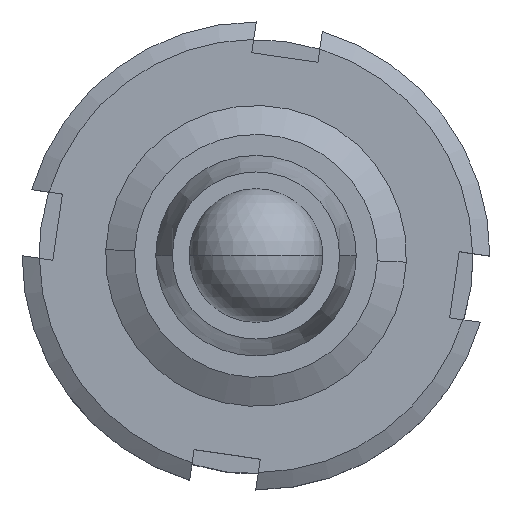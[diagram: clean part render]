
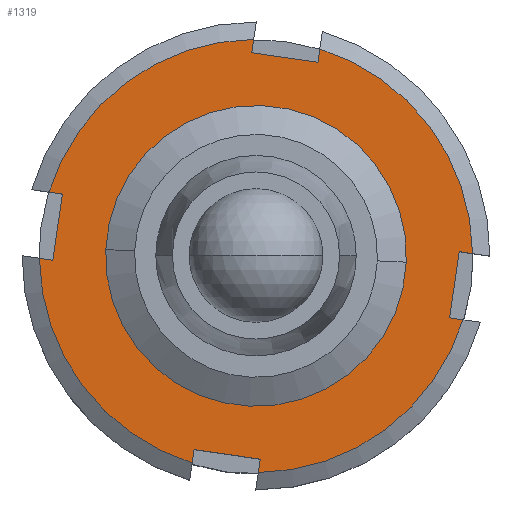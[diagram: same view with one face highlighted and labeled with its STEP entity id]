
A CAD part, top view. The second image highlights one B-rep face of the part: STEP entity #1319.
In plain terms, the highlighted planar face has unit normal (0, 0, 1).
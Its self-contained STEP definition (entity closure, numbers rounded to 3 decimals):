
#16 = EDGE_LOOP ( 'NONE', ( #717, #476, #1824, #637, #1383, #702, #1668, #835, #570, #1667, #1328, #1061, #864, #126, #239, #1250 ) ) ;
#56 = EDGE_CURVE ( 'NONE', #73, #1688, #1266, .T. ) ;
#73 = VERTEX_POINT ( 'NONE', #362 ) ;
#76 = CARTESIAN_POINT ( 'NONE',  ( 11.752, 4.982, 4.525 ) ) ;
#79 = EDGE_CURVE ( 'NONE', #780, #196, #1834, .T. ) ;
#85 = CARTESIAN_POINT ( 'NONE',  ( 5.266, -2.088, 4.525 ) ) ;
#91 = EDGE_CURVE ( 'NONE', #772, #1642, #641, .T. ) ;
#125 = VECTOR ( 'NONE', #1329, 1000. ) ;
#126 = ORIENTED_EDGE ( 'NONE', *, *, #1374, .T. ) ;
#137 = VECTOR ( 'NONE', #1776, 1000. ) ;
#142 = VERTEX_POINT ( 'NONE', #193 ) ;
#148 = EDGE_CURVE ( 'NONE', #1339, #772, #1567, .T. ) ;
#171 = EDGE_CURVE ( 'NONE', #1352, #942, #1219, .T. ) ;
#182 = EDGE_CURVE ( 'NONE', #1405, #537, #919, .T. ) ;
#186 = AXIS2_PLACEMENT_3D ( 'NONE', #1555, #511, #1422 ) ;
#193 = CARTESIAN_POINT ( 'NONE',  ( 11.353, 5.04, 4.525 ) ) ;
#196 = VERTEX_POINT ( 'NONE', #1084 ) ;
#198 = EDGE_CURVE ( 'NONE', #1642, #1405, #253, .T. ) ;
#206 = CIRCLE ( 'NONE', #1912, 6.48 ) ;
#222 = CARTESIAN_POINT ( 'NONE',  ( -1.208, 4.843, 4.525 ) ) ;
#230 = ORIENTED_EDGE ( 'NONE', *, *, #56, .F. ) ;
#234 = DIRECTION ( 'NONE',  ( 0.99, -0.144, 0. ) ) ;
#239 = ORIENTED_EDGE ( 'NONE', *, *, #148, .T. ) ;
#251 = CARTESIAN_POINT ( 'NONE',  ( 3.362, -1.28, 4.525 ) ) ;
#253 = LINE ( 'NONE', #341, #1701 ) ;
#280 = CARTESIAN_POINT ( 'NONE',  ( 7.181, 11.105, 4.525 ) ) ;
#284 = LINE ( 'NONE', #862, #125 ) ;
#329 = DIRECTION ( 'NONE',  ( 0.99, -0.144, 0. ) ) ;
#341 = CARTESIAN_POINT ( 'NONE',  ( -1.728, 4.918, 4.525 ) ) ;
#343 = LINE ( 'NONE', #1485, #786 ) ;
#355 = DIRECTION ( 'NONE',  ( -0.144, -0.99, 0. ) ) ;
#357 = VERTEX_POINT ( 'NONE', #435 ) ;
#362 = CARTESIAN_POINT ( 'NONE',  ( 9.354, 4.32, 4.525 ) ) ;
#371 = AXIS2_PLACEMENT_3D ( 'NONE', #1532, #483, #1396 ) ;
#381 = DIRECTION ( 'NONE',  ( 0., 0., 1. ) ) ;
#387 = VECTOR ( 'NONE', #403, 1000. ) ;
#403 = DIRECTION ( 'NONE',  ( 0.99, -0.144, 0. ) ) ;
#426 = VERTEX_POINT ( 'NONE', #576 ) ;
#435 = CARTESIAN_POINT ( 'NONE',  ( 5.144, 10.994, 4.525 ) ) ;
#453 = EDGE_CURVE ( 'NONE', #196, #142, #284, .T. ) ;
#474 = CARTESIAN_POINT ( 'NONE',  ( 5.272, 4.912, 4.525 ) ) ;
#476 = ORIENTED_EDGE ( 'NONE', *, *, #182, .T. ) ;
#483 = DIRECTION ( 'NONE',  ( 0., 0., 1. ) ) ;
#509 = LINE ( 'NONE', #1116, #897 ) ;
#511 = DIRECTION ( 'NONE',  ( 0., 0., 1. ) ) ;
#536 = LINE ( 'NONE', #1917, #387 ) ;
#537 = VERTEX_POINT ( 'NONE', #251 ) ;
#538 = PLANE ( 'NONE',  #1700 ) ;
#570 = ORIENTED_EDGE ( 'NONE', *, *, #1229, .T. ) ;
#575 = DIRECTION ( 'NONE',  ( 0.144, 0.99, 0. ) ) ;
#576 = CARTESIAN_POINT ( 'NONE',  ( 3.42, -0.882, 4.525 ) ) ;
#600 = CARTESIAN_POINT ( 'NONE',  ( -0.81, 4.785, 4.525 ) ) ;
#605 = DIRECTION ( 'NONE',  ( 0.144, 0.99, 0. ) ) ;
#637 = ORIENTED_EDGE ( 'NONE', *, *, #1660, .T. ) ;
#641 = LINE ( 'NONE', #1859, #1468 ) ;
#644 = VERTEX_POINT ( 'NONE', #970 ) ;
#645 = DIRECTION ( 'NONE',  ( 0.99, -0.144, 0. ) ) ;
#654 = FACE_OUTER_BOUND ( 'NONE', #16, .T. ) ;
#672 = CARTESIAN_POINT ( 'NONE',  ( 5.272, 4.912, 4.525 ) ) ;
#700 = AXIS2_PLACEMENT_3D ( 'NONE', #1746, #1904, #850 ) ;
#702 = ORIENTED_EDGE ( 'NONE', *, *, #824, .T. ) ;
#708 = CARTESIAN_POINT ( 'NONE',  ( -0.522, 6.764, 4.525 ) ) ;
#717 = ORIENTED_EDGE ( 'NONE', *, *, #198, .T. ) ;
#761 = VERTEX_POINT ( 'NONE', #841 ) ;
#771 = DIRECTION ( 'NONE',  ( -0.99, 0.144, 0. ) ) ;
#772 = VERTEX_POINT ( 'NONE', #708 ) ;
#778 = DIRECTION ( 'NONE',  ( 0.99, -0.144, 0. ) ) ;
#780 = VERTEX_POINT ( 'NONE', #1110 ) ;
#786 = VECTOR ( 'NONE', #575, 1000. ) ;
#811 = DIRECTION ( 'NONE',  ( -0.144, -0.99, 0. ) ) ;
#824 = EDGE_CURVE ( 'NONE', #644, #780, #1149, .T. ) ;
#829 = CARTESIAN_POINT ( 'NONE',  ( 7.123, 10.706, 4.525 ) ) ;
#835 = ORIENTED_EDGE ( 'NONE', *, *, #453, .T. ) ;
#841 = CARTESIAN_POINT ( 'NONE',  ( 5.202, 11.392, 4.525 ) ) ;
#850 = DIRECTION ( 'NONE',  ( 0.99, -0.144, 0. ) ) ;
#862 = CARTESIAN_POINT ( 'NONE',  ( 11.353, 5.04, 4.525 ) ) ;
#864 = ORIENTED_EDGE ( 'NONE', *, *, #1751, .T. ) ;
#869 = VECTOR ( 'NONE', #1837, 1000. ) ;
#873 = LINE ( 'NONE', #1200, #1943 ) ;
#874 = CARTESIAN_POINT ( 'NONE',  ( 5.399, -1.169, 4.525 ) ) ;
#897 = VECTOR ( 'NONE', #1576, 1000. ) ;
#919 = CIRCLE ( 'NONE', #1191, 6.48 ) ;
#920 = CARTESIAN_POINT ( 'NONE',  ( 5.272, 4.912, 4.525 ) ) ;
#942 = VERTEX_POINT ( 'NONE', #280 ) ;
#970 = CARTESIAN_POINT ( 'NONE',  ( 5.341, -1.568, 4.525 ) ) ;
#975 = LINE ( 'NONE', #829, #1723 ) ;
#983 = AXIS2_PLACEMENT_3D ( 'NONE', #920, #1826, #778 ) ;
#1038 = VECTOR ( 'NONE', #1117, 1000. ) ;
#1054 = EDGE_CURVE ( 'NONE', #1774, #644, #1878, .T. ) ;
#1061 = ORIENTED_EDGE ( 'NONE', *, *, #1413, .T. ) ;
#1084 = CARTESIAN_POINT ( 'NONE',  ( 11.066, 3.06, 4.525 ) ) ;
#1090 = CARTESIAN_POINT ( 'NONE',  ( -0.522, 6.764, 4.525 ) ) ;
#1093 = EDGE_CURVE ( 'NONE', #942, #1527, #975, .T. ) ;
#1110 = CARTESIAN_POINT ( 'NONE',  ( 11.464, 3.003, 4.525 ) ) ;
#1116 = CARTESIAN_POINT ( 'NONE',  ( 5.144, 10.994, 4.525 ) ) ;
#1117 = DIRECTION ( 'NONE',  ( -0.99, 0.144, 0. ) ) ;
#1149 = CIRCLE ( 'NONE', #371, 6.48 ) ;
#1162 = CARTESIAN_POINT ( 'NONE',  ( 5.399, -1.169, 4.525 ) ) ;
#1191 = AXIS2_PLACEMENT_3D ( 'NONE', #474, #1386, #329 ) ;
#1195 = CIRCLE ( 'NONE', #700, 4.125 ) ;
#1200 = CARTESIAN_POINT ( 'NONE',  ( 5.278, 11.912, 4.525 ) ) ;
#1205 = EDGE_CURVE ( 'NONE', #1688, #73, #1195, .T. ) ;
#1219 = CIRCLE ( 'NONE', #983, 6.48 ) ;
#1229 = EDGE_CURVE ( 'NONE', #142, #1352, #536, .T. ) ;
#1250 = ORIENTED_EDGE ( 'NONE', *, *, #91, .T. ) ;
#1266 = CIRCLE ( 'NONE', #186, 4.125 ) ;
#1319 = ADVANCED_FACE ( 'NONE', ( #1850, #654 ), #538, .T. ) ;
#1328 = ORIENTED_EDGE ( 'NONE', *, *, #1093, .T. ) ;
#1329 = DIRECTION ( 'NONE',  ( 0.144, 0.99, 0. ) ) ;
#1339 = VERTEX_POINT ( 'NONE', #1885 ) ;
#1352 = VERTEX_POINT ( 'NONE', #76 ) ;
#1374 = EDGE_CURVE ( 'NONE', #761, #1339, #206, .T. ) ;
#1383 = ORIENTED_EDGE ( 'NONE', *, *, #1054, .T. ) ;
#1386 = DIRECTION ( 'NONE',  ( 0., 0., 1. ) ) ;
#1396 = DIRECTION ( 'NONE',  ( 0.99, -0.144, 0. ) ) ;
#1405 = VERTEX_POINT ( 'NONE', #222 ) ;
#1413 = EDGE_CURVE ( 'NONE', #1527, #357, #509, .T. ) ;
#1422 = DIRECTION ( 'NONE',  ( 0.99, -0.144, 0. ) ) ;
#1437 = VECTOR ( 'NONE', #811, 1000. ) ;
#1468 = VECTOR ( 'NONE', #355, 1000. ) ;
#1485 = CARTESIAN_POINT ( 'NONE',  ( 3.42, -0.882, 4.525 ) ) ;
#1527 = VERTEX_POINT ( 'NONE', #1659 ) ;
#1532 = CARTESIAN_POINT ( 'NONE',  ( 5.272, 4.912, 4.525 ) ) ;
#1555 = CARTESIAN_POINT ( 'NONE',  ( 5.272, 4.912, 4.525 ) ) ;
#1558 = DIRECTION ( 'NONE',  ( -0.144, -0.99, 0. ) ) ;
#1562 = DIRECTION ( 'NONE',  ( 0., 0., 1. ) ) ;
#1567 = LINE ( 'NONE', #1090, #869 ) ;
#1576 = DIRECTION ( 'NONE',  ( -0.99, 0.144, 0. ) ) ;
#1582 = CARTESIAN_POINT ( 'NONE',  ( 5.272, 4.912, 4.525 ) ) ;
#1619 = CARTESIAN_POINT ( 'NONE',  ( 1.19, 5.505, 4.525 ) ) ;
#1642 = VERTEX_POINT ( 'NONE', #600 ) ;
#1659 = CARTESIAN_POINT ( 'NONE',  ( 7.123, 10.706, 4.525 ) ) ;
#1660 = EDGE_CURVE ( 'NONE', #426, #1774, #1720, .T. ) ;
#1667 = ORIENTED_EDGE ( 'NONE', *, *, #171, .T. ) ;
#1668 = ORIENTED_EDGE ( 'NONE', *, *, #79, .T. ) ;
#1688 = VERTEX_POINT ( 'NONE', #1619 ) ;
#1698 = CARTESIAN_POINT ( 'NONE',  ( 11.066, 3.06, 4.525 ) ) ;
#1700 = AXIS2_PLACEMENT_3D ( 'NONE', #1582, #381, #234 ) ;
#1701 = VECTOR ( 'NONE', #771, 1000. ) ;
#1720 = LINE ( 'NONE', #874, #137 ) ;
#1723 = VECTOR ( 'NONE', #1558, 1000. ) ;
#1746 = CARTESIAN_POINT ( 'NONE',  ( 5.272, 4.912, 4.525 ) ) ;
#1751 = EDGE_CURVE ( 'NONE', #357, #761, #873, .T. ) ;
#1769 = ORIENTED_EDGE ( 'NONE', *, *, #1205, .F. ) ;
#1774 = VERTEX_POINT ( 'NONE', #1162 ) ;
#1776 = DIRECTION ( 'NONE',  ( 0.99, -0.144, 0. ) ) ;
#1786 = EDGE_CURVE ( 'NONE', #537, #426, #343, .T. ) ;
#1824 = ORIENTED_EDGE ( 'NONE', *, *, #1786, .T. ) ;
#1826 = DIRECTION ( 'NONE',  ( 0., 0., 1. ) ) ;
#1834 = LINE ( 'NONE', #1698, #1038 ) ;
#1837 = DIRECTION ( 'NONE',  ( 0.99, -0.144, 0. ) ) ;
#1850 = FACE_BOUND ( 'NONE', #1879, .T. ) ;
#1859 = CARTESIAN_POINT ( 'NONE',  ( -0.81, 4.785, 4.525 ) ) ;
#1878 = LINE ( 'NONE', #85, #1437 ) ;
#1879 = EDGE_LOOP ( 'NONE', ( #230, #1769 ) ) ;
#1885 = CARTESIAN_POINT ( 'NONE',  ( -0.921, 6.822, 4.525 ) ) ;
#1904 = DIRECTION ( 'NONE',  ( 0., 0., 1. ) ) ;
#1912 = AXIS2_PLACEMENT_3D ( 'NONE', #672, #1562, #645 ) ;
#1917 = CARTESIAN_POINT ( 'NONE',  ( 12.272, 4.906, 4.525 ) ) ;
#1943 = VECTOR ( 'NONE', #605, 1000. ) ;
